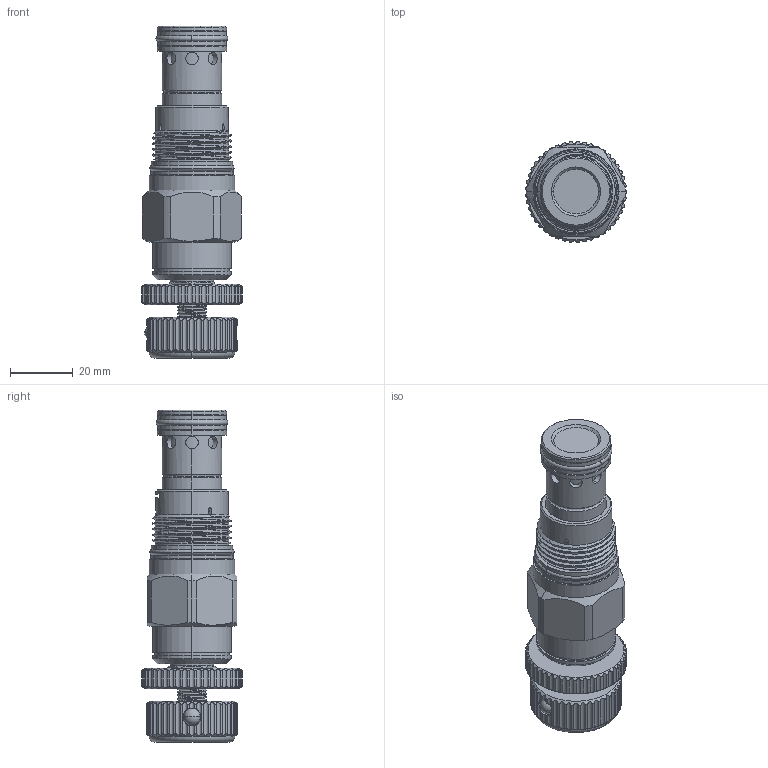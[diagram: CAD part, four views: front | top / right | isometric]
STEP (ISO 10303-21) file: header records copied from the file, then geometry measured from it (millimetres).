
FILE_DESCRIPTION (( 'STEP AP203' ), '1' );
FILE_NAME ('RD3A27-K.STEP', '2021-07-19T02:47:18', ( '' ), ( '' ), 'SwSTEP 2.0', 'SolidWorks 2018', '' );
FILE_SCHEMA (( 'CONFIG_CONTROL_DESIGN' ));
Length unit declared in the file: millimetre
Products named in the file (1): RD3A27-K
Bounding box: 32.18 x 32.2 x 105.93 mm (x, y, z)
Volume: 46565.7 mm3; surface area: 16639.2 mm2
Topology: 3 solids, 4 shells, 570 faces, 1527 edges, 994 vertices
Faces by surface type: cylinder 359, plane 117, cone 53, torus 27, bspline 12, sphere 2
Entity records: 27793 total; most frequent: CARTESIAN_POINT 14086, ORIENTED_EDGE 3050, DIRECTION 2619, EDGE_CURVE 1525, AXIS2_PLACEMENT_3D 1002, VERTEX_POINT 994, LINE 615, VECTOR 615
